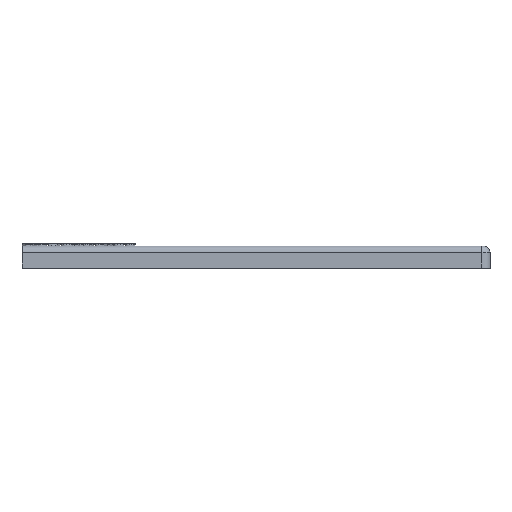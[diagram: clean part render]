
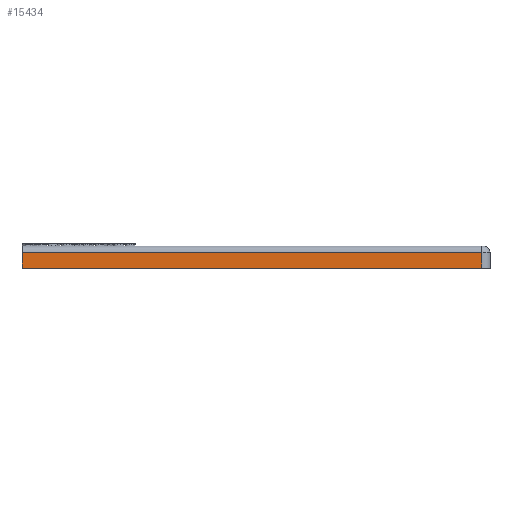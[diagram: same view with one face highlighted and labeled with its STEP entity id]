
A CAD part, front view. The second image highlights one B-rep face of the part: STEP entity #15434.
In plain terms, the highlighted planar face has unit normal (0, -1, 0).
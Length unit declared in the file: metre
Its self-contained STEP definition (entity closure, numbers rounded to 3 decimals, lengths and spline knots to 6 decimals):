
#2150=ORIENTED_EDGE('',*,*,#6890,.T.);
#2151=ORIENTED_EDGE('',*,*,#6891,.T.);
#2152=ORIENTED_EDGE('',*,*,#6850,.F.);
#2153=ORIENTED_EDGE('',*,*,#6892,.T.);
#6850=EDGE_CURVE('',#9221,#9222,#10516,.T.);
#6890=EDGE_CURVE('',#9259,#9260,#10543,.T.);
#6891=EDGE_CURVE('',#9260,#9222,#10544,.T.);
#6892=EDGE_CURVE('',#9221,#9259,#10545,.F.);
#9221=VERTEX_POINT('',#24447);
#9222=VERTEX_POINT('',#24448);
#9259=VERTEX_POINT('',#24539);
#9260=VERTEX_POINT('',#24540);
#10516=LINE('',#24446,#11973);
#10543=LINE('',#24538,#12000);
#10544=LINE('',#24541,#12001);
#10545=LINE('',#24542,#12002);
#11973=VECTOR('',#19925,1.);
#12000=VECTOR('',#19974,1.);
#12001=VECTOR('',#19975,1.);
#12002=VECTOR('',#19976,1.);
#13303=EDGE_LOOP('',(#2150,#2151,#2152,#2153));
#14180=FACE_BOUND('',#13303,.T.);
#15044=PLANE('',#18420);
#15434=ADVANCED_FACE('',(#14180),#15044,.T.);
#18420=AXIS2_PLACEMENT_3D('',#24537,#19972,#19973);
#19925=DIRECTION('',(-1.,0.,0.));
#19972=DIRECTION('',(0.,-1.,0.));
#19973=DIRECTION('',(1.,0.,0.));
#19974=DIRECTION('',(-1.,0.,0.));
#19975=DIRECTION('',(0.,0.,-1.));
#19976=DIRECTION('',(0.,0.,-1.));
#24446=CARTESIAN_POINT('',(0.1935,-0.149968,0.006638));
#24447=CARTESIAN_POINT('',(0.3605,-0.149968,0.006638));
#24448=CARTESIAN_POINT('',(0.1935,-0.149968,0.006638));
#24537=CARTESIAN_POINT('',(0.1935,-0.149968,0.014638));
#24538=CARTESIAN_POINT('',(0.0235,-0.149968,0.012138));
#24539=CARTESIAN_POINT('',(0.3605,-0.149968,0.012138));
#24540=CARTESIAN_POINT('',(0.1935,-0.149968,0.012138));
#24541=CARTESIAN_POINT('',(0.1935,-0.149968,0.014638));
#24542=CARTESIAN_POINT('',(0.3605,-0.149968,0.012138));
